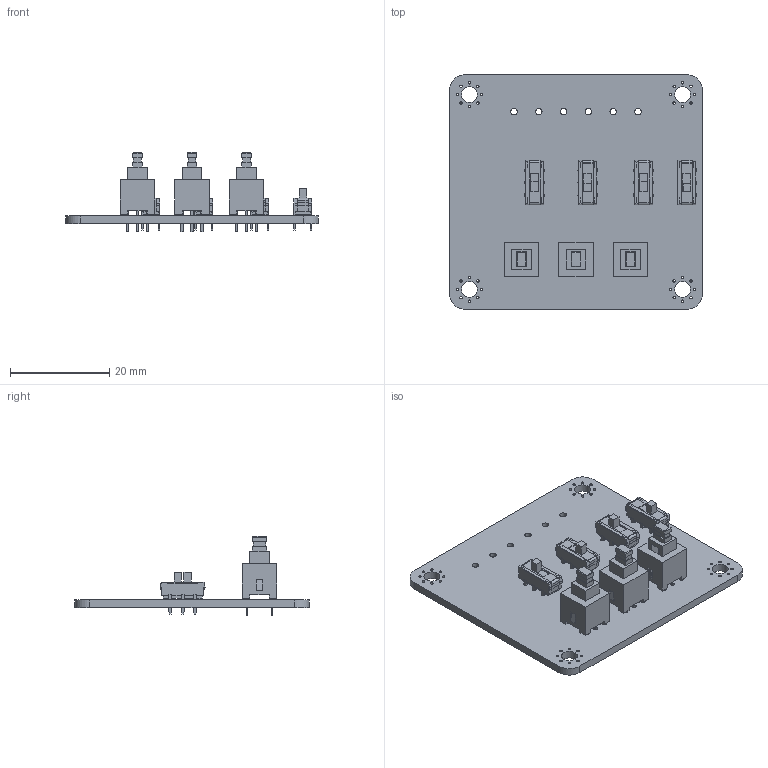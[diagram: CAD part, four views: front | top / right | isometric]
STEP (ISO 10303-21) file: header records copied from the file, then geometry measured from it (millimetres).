
FILE_DESCRIPTION(('KiCad electronic assembly'),'2;1');
FILE_NAME('EOL.step','2023-06-27T10:13:03',('Pcbnew'),('Kicad'), 'Open CASCADE STEP processor 7.6','KiCad to STEP converter','Unknown' );
FILE_SCHEMA(('AUTOMOTIVE_DESIGN { 1 0 10303 214 1 1 1 1 }'));
Length unit declared in the file: millimetre
Products named in the file (6): EOL 1; SW_CuK_JS202011CQN_DPDT_Straight; SOLID; TL2230EEF100--3DModel-STEP-520916; EOL PCB
Assembly tree (10 placements, depth 3):
  EOL 1
    SW_CuK_JS202011CQN_DPDT_Straight  x4
      SOLID
    TL2230EEF100--3DModel-STEP-520916  x3
      SOLID
    EOL PCB
Bounding box: 51 x 47.25 x 16 mm (x, y, z)
Volume: 4937.6 mm3; surface area: 8170.7 mm2
Topology: 8 solids, 8 shells, 1307 faces, 3549 edges, 2300 vertices
Faces by surface type: bspline 1213, cylinder 88, plane 6
Full cylindrical faces by diameter (mm): 0.5 x32, 0.8 x42, 1.3 x6, 3.2 x4
Entity records: 28457 total; most frequent: CARTESIAN_POINT 8755, B_SPLINE_CURVE_WITH_KNOTS 2765, ORIENTED_EDGE 2414, PCURVE 2414, DEFINITIONAL_REPRESENTATION 2414, DIRECTION 1214, EDGE_CURVE 1207, SURFACE_CURVE 1123
